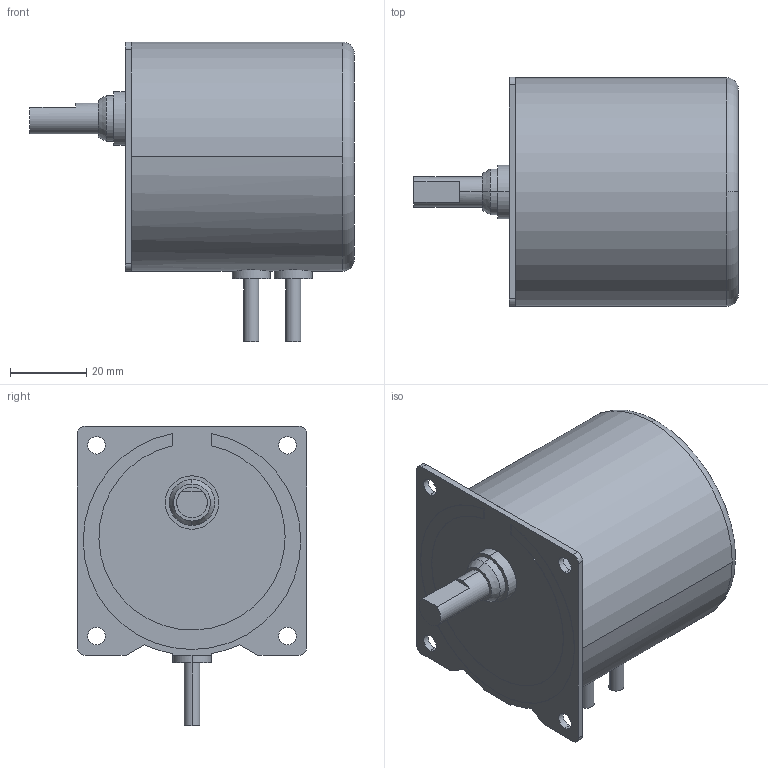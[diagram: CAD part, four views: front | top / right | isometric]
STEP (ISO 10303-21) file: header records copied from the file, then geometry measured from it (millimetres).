
FILE_DESCRIPTION(('starvars output'),'2;1');
FILE_NAME('sr6g.stp','13:26:12 2014/09/11',( 'Thomas Industrial Network Germany GmbH'),( 'Thomas Industrial Network Germany GmbH'),'unknown preprocess','ACIS' ,'unknown authorization');
FILE_SCHEMA(('AUTOMOTIVE_DESIGN_CC2 {UNKNOWN IMPLEMENTATION LEVEL}'));
Length unit declared in the file: millimetre
Products named in the file (1): PRODUCT_ID_4
Bounding box: 85 x 60 x 78.5 mm (x, y, z)
Volume: 172774.9 mm3; surface area: 19507.5 mm2
Topology: 1 solids, 1 shells, 66 faces, 164 edges, 108 vertices
Faces by surface type: cylinder 32, plane 30, cone 2, torus 2
Entity records: 2440 total; most frequent: CARTESIAN_POINT 413, ORIENTED_EDGE 328, DIRECTION 248, EDGE_CURVE 164, VERTEX_POINT 108, AXIS2_PLACEMENT_3D 87, EDGE_LOOP 82, FACE_BOUND 82
